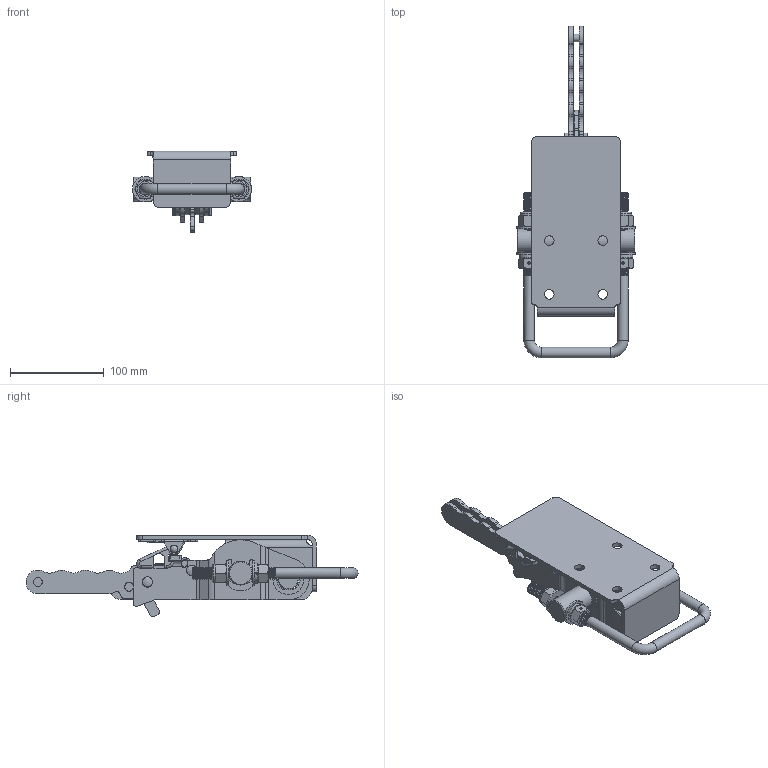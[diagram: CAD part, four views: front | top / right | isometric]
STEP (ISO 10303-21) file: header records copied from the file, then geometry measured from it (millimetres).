
FILE_DESCRIPTION((''),'2;1');
FILE_NAME('970.stp','2013-06-17T11:15:50',('fredp'),(''),'Autodesk Inventor 2013','Autodesk Inventor 2013','');
FILE_SCHEMA(('AUTOMOTIVE_DESIGN { 1 0 10303 214 1 1 1 1 }'));
Length unit declared in the file: inch
Products named in the file (1): 970
Bounding box: 127 x 354.17 x 87.05 mm (x, y, z)
Volume: 405279.8 mm3; surface area: 206791.5 mm2
Topology: 38 solids, 38 shells, 1035 faces, 2671 edges, 1766 vertices
Faces by surface type: plane 534, cylinder 312, bspline 122, torus 45, cone 19, sphere 3
Full cylindrical faces by diameter (mm): 1.422 x4, 2.54 x4, 3.226 x1, 3.454 x1, 4.572 x2, 4.699 x1, 5.156 x4, 6.071 x4, 6.299 x2, 6.35 x4, 6.477 x2, 6.528 x1, 6.731 x4, 7.722 x1, 7.874 x2, 7.925 x2, 7.95 x2, 10.312 x4, 10.668 x2, 11.278 x3, 12.7 x2, 13.081 x2, 13.487 x4, 14.326 x2, 17.145 x2, 19.05 x2, 21.209 x2, 22.225 x4, 22.733 x4, 25.4 x4
Entity records: 48773 total; most frequent: CARTESIAN_POINT 23491, ORIENTED_EDGE 4988, DIRECTION 4708, EDGE_CURVE 2494, VERTEX_POINT 1728, AXIS2_PLACEMENT_3D 1626, VECTOR 1456, LINE 1456
